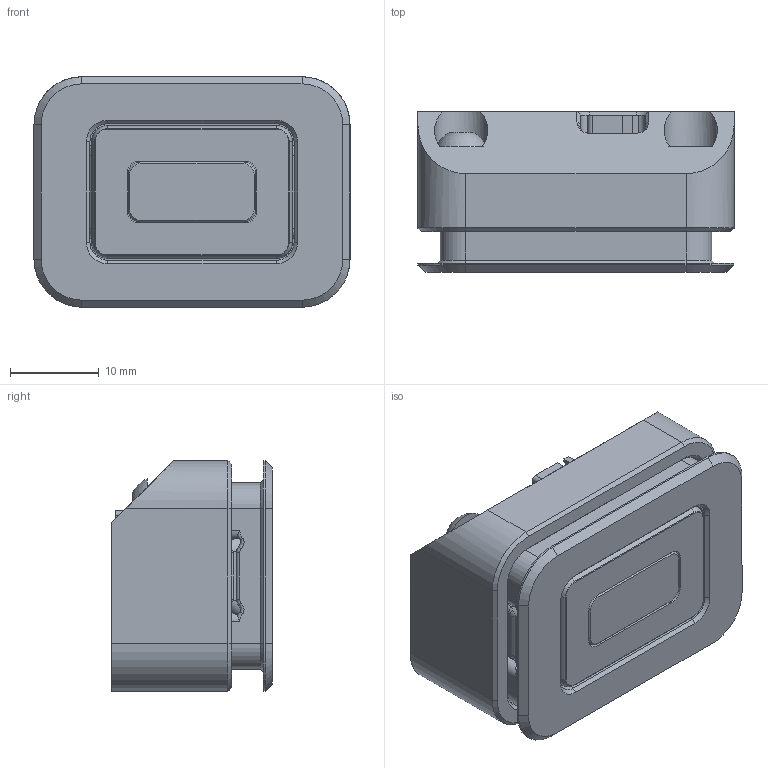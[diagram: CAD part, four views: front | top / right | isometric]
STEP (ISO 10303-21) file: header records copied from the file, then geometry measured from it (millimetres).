
FILE_DESCRIPTION(/* description */ ('STEP AP242 Edition 2'),/* implementation_level */ '2;1');
FILE_NAME(/* name */ 'Front Button Assembly - 4 LED PCB.step',/* time_stamp */ '2026-02-18T22:21:11Z',/* author */ (''),/* organization */ (''),/* preprocessor_version */ 'ST-DEVELOPER v20.1',/* originating_system */ 'Autodesk Translation Framework v14.24.0.0',/* authorisation */ '');
FILE_SCHEMA (('AUTOMOTIVE_DESIGN { 1 0 10303 214 3 1 1 }'));
Products named in the file (22): Front Button Assembly; Button_Filter; [t]_Button_Diffuser; Socket button head screw M3x0.5 x 8; Button_Front; Button_Rear; EasyEDA PCB Model~R8Az; Board~R8Az; SW1~SW-SMD_L3.9-W3.0-P4.45~SW-SMD_L3.9-W2.9-H2.0-LS4.8~R8Az; SW-SMD_L3.9-W3.0-P4.45~SW-SMD_L3.9-W2.9-H2.0-LS4.8~R8Az; C2~C0402~C0402_L1.0-W0.5-H0.5~R8Az; LED1~LED-ARRAY-SMD_6P-L3.7-W3.5-TL-RD-1~LED-ARRAY-SMD_6P-L3.7-W3.5-TL
-RD-1~R8Az; CN1~CONN-TH_5P-P2.54_C9900008095~CONN-TH_5P-P2.54_C9900008095~R8Az; CONN-TH_5P-P2.54_C9900008095~CONN-TH_5P-P2.54_C9900008095~R8Az; C2~C0402~C0402_L1.0-W0.5-H0.5~R8Az_1; C2~C0402~C0402_L1.0-W0.5-H0.5~R8Az_2; C2~C0402~C0402_L1.0-W0.5-H0.5~R8Az_3; C0402~C0402_L1.0-W0.5-H0.5~R8Az; LED1~LED-ARRAY-SMD_6P-L3.7-W3.5-TL-RD-1~LED-ARRAY-SMD_6P-L3.7-W3.5-TL
-RD-1~R8Az_1; LED1~LED-ARRAY-SMD_6P-L3.7-W3.5-TL-RD-1~LED-ARRAY-SMD_6P-L3.7-W3.5-TL
-RD-1~R8Az_2; LED1~LED-ARRAY-SMD_6P-L3.7-W3.5-TL-RD-1~LED-ARRAY-SMD_6P-L3.7-W3.5-TL
-RD-1~R8Az_3; LED-ARRAY-SMD_6P-L3.7-W3.5-TL-RD-1~LED-ARRAY-SMD_6P-L3.7-W3.5-TL-RD-1
~R8Az
Assembly tree (28 placements, depth 4):
  Front Button Assembly
    Button_Filter
    Socket button head screw M3x0.5 x 8  x2
    [t]_Button_Diffuser
    Button_Front
    Button_Rear
    EasyEDA PCB Model~R8Az
      Board~R8Az
      SW1~SW-SMD_L3.9-W3.0-P4.45~SW-SMD_L3.9-W2.9-H2.0-LS4.8~R8Az
        SW-SMD_L3.9-W3.0-P4.45~SW-SMD_L3.9-W2.9-H2.0-LS4.8~R8Az
      C2~C0402~C0402_L1.0-W0.5-H0.5~R8Az
        C0402~C0402_L1.0-W0.5-H0.5~R8Az
      LED1~LED-ARRAY-SMD_6P-L3.7-W3.5-TL-RD-1~LED-ARRAY-SMD_6P-L3.7-W3.5-TL
-RD-1~R8Az
        LED-ARRAY-SMD_6P-L3.7-W3.5-TL-RD-1~LED-ARRAY-SMD_6P-L3.7-W3.5-TL-RD-1
~R8Az
      CN1~CONN-TH_5P-P2.54_C9900008095~CONN-TH_5P-P2.54_C9900008095~R8Az
        CONN-TH_5P-P2.54_C9900008095~CONN-TH_5P-P2.54_C9900008095~R8Az
      C2~C0402~C0402_L1.0-W0.5-H0.5~R8Az_1
        C0402~C0402_L1.0-W0.5-H0.5~R8Az
      C2~C0402~C0402_L1.0-W0.5-H0.5~R8Az_2
        C0402~C0402_L1.0-W0.5-H0.5~R8Az
      C2~C0402~C0402_L1.0-W0.5-H0.5~R8Az_3
        C0402~C0402_L1.0-W0.5-H0.5~R8Az
      LED1~LED-ARRAY-SMD_6P-L3.7-W3.5-TL-RD-1~LED-ARRAY-SMD_6P-L3.7-W3.5-TL
-RD-1~R8Az_1
        LED-ARRAY-SMD_6P-L3.7-W3.5-TL-RD-1~LED-ARRAY-SMD_6P-L3.7-W3.5-TL-RD-1
~R8Az
      LED1~LED-ARRAY-SMD_6P-L3.7-W3.5-TL-RD-1~LED-ARRAY-SMD_6P-L3.7-W3.5-TL
-RD-1~R8Az_2
        LED-ARRAY-SMD_6P-L3.7-W3.5-TL-RD-1~LED-ARRAY-SMD_6P-L3.7-W3.5-TL-RD-1
~R8Az
      LED1~LED-ARRAY-SMD_6P-L3.7-W3.5-TL-RD-1~LED-ARRAY-SMD_6P-L3.7-W3.5-TL
-RD-1~R8Az_3
        LED-ARRAY-SMD_6P-L3.7-W3.5-TL-RD-1~LED-ARRAY-SMD_6P-L3.7-W3.5-TL-RD-1
~R8Az
Bounding box: 35.6 x 18.1 x 25.96 mm (x, y, z)
Volume: 10797.8 mm3; surface area: 11546.4 mm2
Topology: 17 solids, 17 shells, 3652 faces, 9878 edges, 6419 vertices
Faces by surface type: plane 2039, bspline 948, cylinder 529, cone 48, torus 46, sphere 42
Full cylindrical faces by diameter (mm): 1.2 x5, 2.7 x4, 3 x2, 3.2 x4, 3.3 x4, 6 x2
Entity records: 55805 total; most frequent: CARTESIAN_POINT 16747, ORIENTED_EDGE 8350, DIRECTION 7234, EDGE_CURVE 4175, VERTEX_POINT 2715, LINE 2572, VECTOR 2572, AXIS2_PLACEMENT_3D 2331
